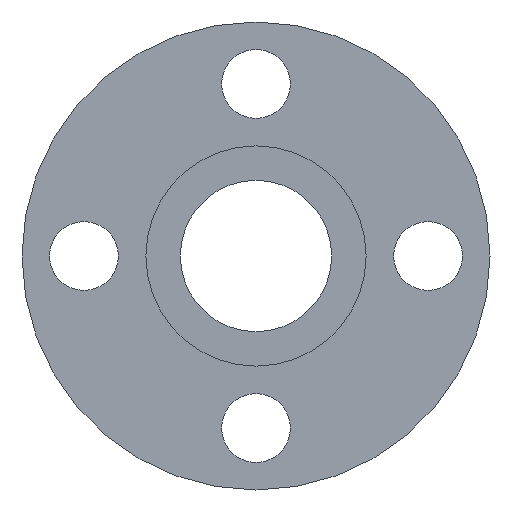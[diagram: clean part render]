
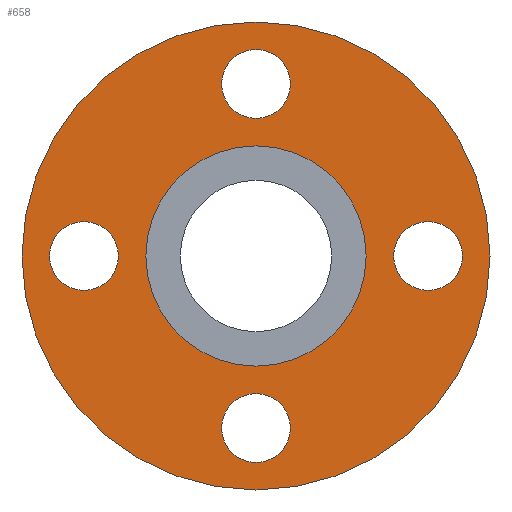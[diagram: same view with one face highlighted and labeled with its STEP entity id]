
A CAD part, left-side view. The second image highlights one B-rep face of the part: STEP entity #658.
In plain terms, the highlighted planar face has unit normal (-1, 0, 0).
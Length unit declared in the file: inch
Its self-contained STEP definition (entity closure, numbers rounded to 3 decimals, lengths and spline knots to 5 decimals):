
#6 = FACE_BOUND ( 'NONE', #359, .T. ) ;
#9 = CARTESIAN_POINT ( 'NONE',  ( -0.08164, 0., 0. ) ) ;
#13 = CARTESIAN_POINT ( 'NONE',  ( -0.08164, 0., -1.25 ) ) ;
#14 = AXIS2_PLACEMENT_3D ( 'NONE', #449, #612, #245 ) ;
#17 = ORIENTED_EDGE ( 'NONE', *, *, #36, .F. ) ;
#26 = CARTESIAN_POINT ( 'NONE',  ( -0.08164, 0., 1.5625 ) ) ;
#29 = CIRCLE ( 'NONE', #522, 0.3125 ) ;
#35 = ORIENTED_EDGE ( 'NONE', *, *, #356, .F. ) ;
#36 = EDGE_CURVE ( 'NONE', #574, #689, #29, .T. ) ;
#51 = AXIS2_PLACEMENT_3D ( 'NONE', #406, #457, #605 ) ;
#63 = AXIS2_PLACEMENT_3D ( 'NONE', #168, #288, #611 ) ;
#70 = EDGE_CURVE ( 'NONE', #504, #298, #431, .T. ) ;
#72 = DIRECTION ( 'NONE',  ( 0., 0., 1. ) ) ;
#82 = EDGE_CURVE ( 'NONE', #627, #154, #251, .T. ) ;
#87 = DIRECTION ( 'NONE',  ( -1., 0., 0. ) ) ;
#104 = DIRECTION ( 'NONE',  ( 0., 0., 1. ) ) ;
#108 = ORIENTED_EDGE ( 'NONE', *, *, #630, .F. ) ;
#111 = AXIS2_PLACEMENT_3D ( 'NONE', #348, #556, #289 ) ;
#124 = FACE_OUTER_BOUND ( 'NONE', #512, .T. ) ;
#127 = CIRCLE ( 'NONE', #308, 0.3125 ) ;
#132 = CARTESIAN_POINT ( 'NONE',  ( -0.08164, 0., 1.25 ) ) ;
#141 = CIRCLE ( 'NONE', #411, 0.3125 ) ;
#146 = CARTESIAN_POINT ( 'NONE',  ( -0.08164, 0., -1. ) ) ;
#154 = VERTEX_POINT ( 'NONE', #242 ) ;
#168 = CARTESIAN_POINT ( 'NONE',  ( -0.08164, -1.5625, 0. ) ) ;
#183 = CARTESIAN_POINT ( 'NONE',  ( -0.08164, 1.5625, 0. ) ) ;
#201 = ORIENTED_EDGE ( 'NONE', *, *, #70, .F. ) ;
#205 = EDGE_LOOP ( 'NONE', ( #322, #617 ) ) ;
#223 = EDGE_LOOP ( 'NONE', ( #582, #312 ) ) ;
#234 = FACE_BOUND ( 'NONE', #205, .T. ) ;
#242 = CARTESIAN_POINT ( 'NONE',  ( -0.08164, 0., 1.875 ) ) ;
#245 = DIRECTION ( 'NONE',  ( 0., 0., 1. ) ) ;
#247 = EDGE_LOOP ( 'NONE', ( #632, #108 ) ) ;
#251 = CIRCLE ( 'NONE', #51, 0.3125 ) ;
#252 = CARTESIAN_POINT ( 'NONE',  ( -0.08164, 1.5625, 0. ) ) ;
#259 = EDGE_CURVE ( 'NONE', #643, #529, #565, .T. ) ;
#262 = CIRCLE ( 'NONE', #14, 2.125 ) ;
#264 = DIRECTION ( 'NONE',  ( 0., 0., 1. ) ) ;
#282 = DIRECTION ( 'NONE',  ( 0., 0., 1. ) ) ;
#288 = DIRECTION ( 'NONE',  ( -1., 0., 0. ) ) ;
#289 = DIRECTION ( 'NONE',  ( 0., 0., 1. ) ) ;
#298 = VERTEX_POINT ( 'NONE', #640 ) ;
#300 = DIRECTION ( 'NONE',  ( -1., 0., 0. ) ) ;
#303 = ORIENTED_EDGE ( 'NONE', *, *, #567, .F. ) ;
#304 = CARTESIAN_POINT ( 'NONE',  ( -0.08164, 0., -1.875 ) ) ;
#308 = AXIS2_PLACEMENT_3D ( 'NONE', #26, #87, #363 ) ;
#309 = CARTESIAN_POINT ( 'NONE',  ( -0.08164, 0., 2.125 ) ) ;
#312 = ORIENTED_EDGE ( 'NONE', *, *, #548, .F. ) ;
#315 = AXIS2_PLACEMENT_3D ( 'NONE', #426, #300, #417 ) ;
#319 = CARTESIAN_POINT ( 'NONE',  ( -0.08164, 0., 0. ) ) ;
#322 = ORIENTED_EDGE ( 'NONE', *, *, #568, .F. ) ;
#327 = CARTESIAN_POINT ( 'NONE',  ( -0.08164, 0., -1.5625 ) ) ;
#333 = AXIS2_PLACEMENT_3D ( 'NONE', #453, #678, #444 ) ;
#334 = FACE_BOUND ( 'NONE', #247, .T. ) ;
#339 = AXIS2_PLACEMENT_3D ( 'NONE', #183, #450, #282 ) ;
#344 = DIRECTION ( 'NONE',  ( -1., 0., 0. ) ) ;
#348 = CARTESIAN_POINT ( 'NONE',  ( -0.08164, 0., 0. ) ) ;
#356 = EDGE_CURVE ( 'NONE', #689, #574, #141, .T. ) ;
#359 = EDGE_LOOP ( 'NONE', ( #303, #201 ) ) ;
#363 = DIRECTION ( 'NONE',  ( 0., -1., 0. ) ) ;
#367 = ORIENTED_EDGE ( 'NONE', *, *, #648, .T. ) ;
#383 = EDGE_CURVE ( 'NONE', #463, #633, #586, .T. ) ;
#406 = CARTESIAN_POINT ( 'NONE',  ( -0.08164, 0., 1.5625 ) ) ;
#407 = PLANE ( 'NONE',  #111 ) ;
#411 = AXIS2_PLACEMENT_3D ( 'NONE', #327, #547, #489 ) ;
#417 = DIRECTION ( 'NONE',  ( 0., 0., -1. ) ) ;
#421 = CIRCLE ( 'NONE', #578, 0.3125 ) ;
#426 = CARTESIAN_POINT ( 'NONE',  ( -0.08164, -1.5625, 0. ) ) ;
#431 = CIRCLE ( 'NONE', #63, 0.3125 ) ;
#437 = CARTESIAN_POINT ( 'NONE',  ( -0.08164, 1.5625, 0.3125 ) ) ;
#440 = CARTESIAN_POINT ( 'NONE',  ( -0.08164, 0., -1.5625 ) ) ;
#444 = DIRECTION ( 'NONE',  ( 0., 0., 1. ) ) ;
#449 = CARTESIAN_POINT ( 'NONE',  ( -0.08164, 0., 0. ) ) ;
#450 = DIRECTION ( 'NONE',  ( -1., 0., 0. ) ) ;
#453 = CARTESIAN_POINT ( 'NONE',  ( -0.08164, 0., 0. ) ) ;
#457 = DIRECTION ( 'NONE',  ( -1., 0., 0. ) ) ;
#460 = FACE_BOUND ( 'NONE', #687, .T. ) ;
#463 = VERTEX_POINT ( 'NONE', #437 ) ;
#470 = VERTEX_POINT ( 'NONE', #652 ) ;
#477 = DIRECTION ( 'NONE',  ( -1., 0., 0. ) ) ;
#481 = CIRCLE ( 'NONE', #333, 2.125 ) ;
#484 = CIRCLE ( 'NONE', #315, 0.3125 ) ;
#489 = DIRECTION ( 'NONE',  ( 0., 1., 0. ) ) ;
#496 = FACE_BOUND ( 'NONE', #223, .T. ) ;
#504 = VERTEX_POINT ( 'NONE', #697 ) ;
#512 = EDGE_LOOP ( 'NONE', ( #635, #367 ) ) ;
#522 = AXIS2_PLACEMENT_3D ( 'NONE', #440, #590, #594 ) ;
#526 = VERTEX_POINT ( 'NONE', #309 ) ;
#529 = VERTEX_POINT ( 'NONE', #146 ) ;
#547 = DIRECTION ( 'NONE',  ( -1., 0., 0. ) ) ;
#548 = EDGE_CURVE ( 'NONE', #633, #463, #421, .T. ) ;
#551 = CARTESIAN_POINT ( 'NONE',  ( -0.08164, 1.5625, -0.3125 ) ) ;
#556 = DIRECTION ( 'NONE',  ( -1., 0., 0. ) ) ;
#565 = CIRCLE ( 'NONE', #654, 1. ) ;
#566 = CARTESIAN_POINT ( 'NONE',  ( -0.08164, 0., 1. ) ) ;
#567 = EDGE_CURVE ( 'NONE', #298, #504, #484, .T. ) ;
#568 = EDGE_CURVE ( 'NONE', #154, #627, #127, .T. ) ;
#574 = VERTEX_POINT ( 'NONE', #304 ) ;
#577 = DIRECTION ( 'NONE',  ( -1., 0., 0. ) ) ;
#578 = AXIS2_PLACEMENT_3D ( 'NONE', #252, #577, #264 ) ;
#582 = ORIENTED_EDGE ( 'NONE', *, *, #383, .F. ) ;
#586 = CIRCLE ( 'NONE', #339, 0.3125 ) ;
#590 = DIRECTION ( 'NONE',  ( -1., 0., 0. ) ) ;
#594 = DIRECTION ( 'NONE',  ( 0., 1., 0. ) ) ;
#605 = DIRECTION ( 'NONE',  ( 0., -1., 0. ) ) ;
#611 = DIRECTION ( 'NONE',  ( 0., 0., -1. ) ) ;
#612 = DIRECTION ( 'NONE',  ( -1., 0., 0. ) ) ;
#617 = ORIENTED_EDGE ( 'NONE', *, *, #82, .F. ) ;
#627 = VERTEX_POINT ( 'NONE', #132 ) ;
#630 = EDGE_CURVE ( 'NONE', #529, #643, #690, .T. ) ;
#632 = ORIENTED_EDGE ( 'NONE', *, *, #259, .F. ) ;
#633 = VERTEX_POINT ( 'NONE', #551 ) ;
#635 = ORIENTED_EDGE ( 'NONE', *, *, #694, .T. ) ;
#640 = CARTESIAN_POINT ( 'NONE',  ( -0.08164, -1.5625, 0.3125 ) ) ;
#643 = VERTEX_POINT ( 'NONE', #566 ) ;
#648 = EDGE_CURVE ( 'NONE', #470, #526, #262, .T. ) ;
#652 = CARTESIAN_POINT ( 'NONE',  ( -0.08164, 0., -2.125 ) ) ;
#653 = AXIS2_PLACEMENT_3D ( 'NONE', #9, #344, #72 ) ;
#654 = AXIS2_PLACEMENT_3D ( 'NONE', #319, #477, #104 ) ;
#658 = ADVANCED_FACE ( 'NONE', ( #234, #6, #460, #496, #124, #334 ), #407, .T. ) ;
#678 = DIRECTION ( 'NONE',  ( -1., 0., 0. ) ) ;
#687 = EDGE_LOOP ( 'NONE', ( #35, #17 ) ) ;
#689 = VERTEX_POINT ( 'NONE', #13 ) ;
#690 = CIRCLE ( 'NONE', #653, 1. ) ;
#694 = EDGE_CURVE ( 'NONE', #526, #470, #481, .T. ) ;
#697 = CARTESIAN_POINT ( 'NONE',  ( -0.08164, -1.5625, -0.3125 ) ) ;
